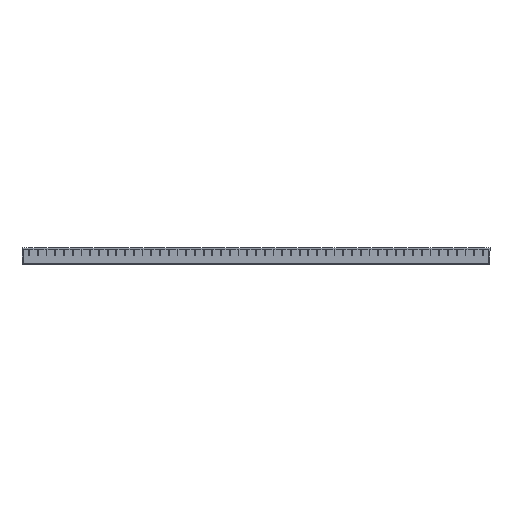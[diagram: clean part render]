
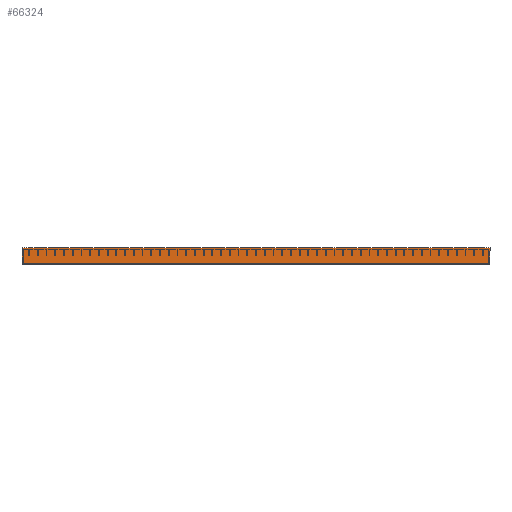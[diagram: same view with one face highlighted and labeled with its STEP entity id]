
A CAD part, top view. The second image highlights one B-rep face of the part: STEP entity #66324.
In plain terms, the highlighted planar face has unit normal (0, 0, 1).
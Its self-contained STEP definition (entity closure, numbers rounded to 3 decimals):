
#3743 = CARTESIAN_POINT ( 'NONE',  ( 0., -3.333, 0. ) ) ;
#9235 = EDGE_CURVE ( 'NONE', #124380, #150181, #100806, .T. ) ;
#10507 = CARTESIAN_POINT ( 'NONE',  ( 590., 10., 0. ) ) ;
#15039 = CARTESIAN_POINT ( 'NONE',  ( 0., 10., 0. ) ) ;
#20453 = EDGE_CURVE ( 'NONE', #39175, #76019, #58524, .T. ) ;
#21150 = ORIENTED_EDGE ( 'NONE', *, *, #153084, .F. ) ;
#31112 = DIRECTION ( 'NONE',  ( 0., 1., 0. ) ) ;
#35077 = CARTESIAN_POINT ( 'NONE',  ( 590., -10., 0. ) ) ;
#39175 = VERTEX_POINT ( 'NONE', #113879 ) ;
#39643 = DIRECTION ( 'NONE',  ( -1., 0., 0. ) ) ;
#52040 = EDGE_CURVE ( 'NONE', #39175, #150181, #99732, .T. ) ;
#58524 = LINE ( 'NONE', #169824, #121801 ) ;
#61802 = CARTESIAN_POINT ( 'NONE',  ( 0., 3.333, 0. ) ) ;
#66324 = ADVANCED_FACE ( 'NONE', ( #100475 ), #148039, .F. ) ;
#67136 = ORIENTED_EDGE ( 'NONE', *, *, #52040, .T. ) ;
#76019 = VERTEX_POINT ( 'NONE', #35077 ) ;
#90331 = ORIENTED_EDGE ( 'NONE', *, *, #9235, .F. ) ;
#92214 = CARTESIAN_POINT ( 'NONE',  ( 590., -10., 0. ) ) ;
#96897 = DIRECTION ( 'NONE',  ( 0., -1., 0. ) ) ;
#99732 = LINE ( 'NONE', #10507, #145024 ) ;
#100475 = FACE_OUTER_BOUND ( 'NONE', #167112, .T. ) ;
#100806 = B_SPLINE_CURVE_WITH_KNOTS ( 'NONE', 3,
 ( #148513, #3743, #61802, #163095 ),
 .UNSPECIFIED., .F., .F.,
 ( 4, 4 ),
 ( 0., 1. ),
 .UNSPECIFIED. ) ;
#105520 = CARTESIAN_POINT ( 'NONE',  ( 590., 10., 0. ) ) ;
#109129 = AXIS2_PLACEMENT_3D ( 'NONE', #105520, #119461, #31112 ) ;
#113879 = CARTESIAN_POINT ( 'NONE',  ( 590., 10., 0. ) ) ;
#119461 = DIRECTION ( 'NONE',  ( 0., 0., -1. ) ) ;
#121801 = VECTOR ( 'NONE', #96897, 1000. ) ;
#124380 = VERTEX_POINT ( 'NONE', #137568 ) ;
#137568 = CARTESIAN_POINT ( 'NONE',  ( 0., -10., 0. ) ) ;
#145024 = VECTOR ( 'NONE', #39643, 1000. ) ;
#148039 = PLANE ( 'NONE',  #109129 ) ;
#148513 = CARTESIAN_POINT ( 'NONE',  ( 0., -10., 0. ) ) ;
#149339 = DIRECTION ( 'NONE',  ( -1., 0., 0. ) ) ;
#150181 = VERTEX_POINT ( 'NONE', #15039 ) ;
#151398 = ORIENTED_EDGE ( 'NONE', *, *, #20453, .F. ) ;
#153084 = EDGE_CURVE ( 'NONE', #76019, #124380, #168310, .T. ) ;
#163095 = CARTESIAN_POINT ( 'NONE',  ( 0., 10., 0. ) ) ;
#167112 = EDGE_LOOP ( 'NONE', ( #67136, #90331, #21150, #151398 ) ) ;
#168310 = LINE ( 'NONE', #92214, #179569 ) ;
#169824 = CARTESIAN_POINT ( 'NONE',  ( 590., 10., 0. ) ) ;
#179569 = VECTOR ( 'NONE', #149339, 1000. ) ;
